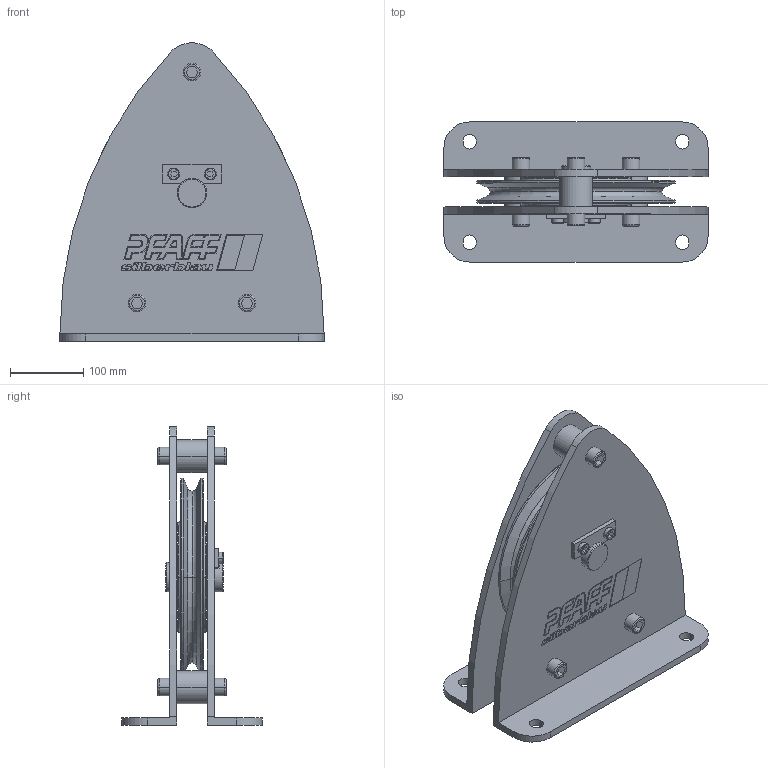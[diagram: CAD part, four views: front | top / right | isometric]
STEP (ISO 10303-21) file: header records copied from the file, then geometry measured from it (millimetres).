
FILE_DESCRIPTION(('STEP AP214'),'1');
FILE_NAME('cctmp_807A2085-1468-40CB-B78E-C9E9EE44315C_2021_10_04_16_02_17_0057..stp','2021-10-04T14:02:17',('COLUMBUS McKINNON Engineered Products GmbH'),('CADClick - www.CADClick.com'),'Spatial InterOp 3D',' ','unknown authorization');
FILE_SCHEMA(('AUTOMOTIVE_DESIGN'));
Length unit declared in the file: millimetre
Products named in the file (1): Drahtseilrollenbock
Bounding box: 360 x 191 x 406.96 mm (x, y, z)
Volume: 4426899.4 mm3; surface area: 756419.5 mm2
Topology: 1 solids, 8 shells, 653 faces, 1858 edges, 1189 vertices
Faces by surface type: plane 315, cylinder 210, torus 76, sphere 36, cone 16
Entity records: 30985 total; most frequent: CARTESIAN_POINT 8795, ORIENTED_EDGE 3572, DIRECTION 3541, EDGE_CURVE 1786, AXIS2_PLACEMENT_3D 1299, VERTEX_POINT 1189, LINE 943, VECTOR 943
